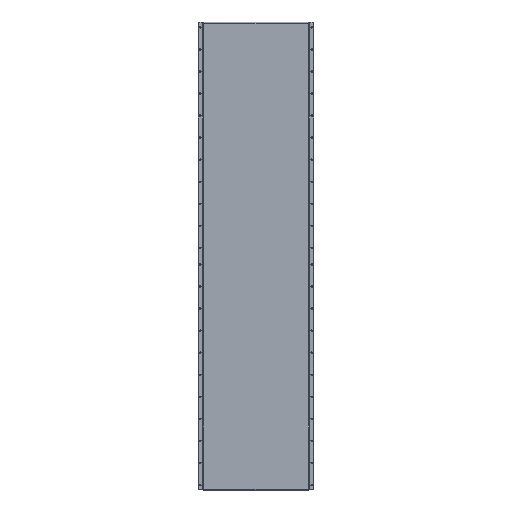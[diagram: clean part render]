
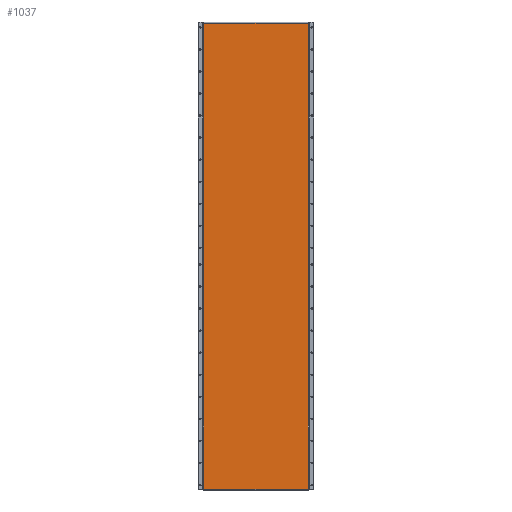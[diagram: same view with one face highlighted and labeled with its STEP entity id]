
A CAD part, front view. The second image highlights one B-rep face of the part: STEP entity #1037.
In plain terms, the highlighted planar face has unit normal (0, -1, 0).
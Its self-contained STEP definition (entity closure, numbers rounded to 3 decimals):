
#83 = ORIENTED_EDGE ( 'NONE', *, *, #4152, .T. ) ;
#116 = CARTESIAN_POINT ( 'NONE',  ( 4., 0., 2112. ) ) ;
#133 = LINE ( 'NONE', #5412, #2677 ) ;
#484 = VECTOR ( 'NONE', #1607, 1000. ) ;
#854 = EDGE_CURVE ( 'NONE', #4987, #1411, #4234, .T. ) ;
#944 = PLANE ( 'NONE',  #4239 ) ;
#1037 = ADVANCED_FACE ( 'NONE', ( #5192 ), #944, .T. ) ;
#1039 = CARTESIAN_POINT ( 'NONE',  ( 0., 0., 0. ) ) ;
#1102 = ORIENTED_EDGE ( 'NONE', *, *, #4814, .F. ) ;
#1411 = VERTEX_POINT ( 'NONE', #2375 ) ;
#1416 = DIRECTION ( 'NONE',  ( 0., -1., 0. ) ) ;
#1607 = DIRECTION ( 'NONE',  ( -1., 0., 0. ) ) ;
#1828 = DIRECTION ( 'NONE',  ( 0., 0., -1. ) ) ;
#1891 = CARTESIAN_POINT ( 'NONE',  ( 4., 0., 2112. ) ) ;
#2007 = LINE ( 'NONE', #1039, #484 ) ;
#2137 = VECTOR ( 'NONE', #3639, 1000. ) ;
#2375 = CARTESIAN_POINT ( 'NONE',  ( 477., 0., 0. ) ) ;
#2677 = VECTOR ( 'NONE', #3478, 1000. ) ;
#2713 = ORIENTED_EDGE ( 'NONE', *, *, #4261, .T. ) ;
#2838 = CARTESIAN_POINT ( 'NONE',  ( 0., 0., 2112. ) ) ;
#2952 = CARTESIAN_POINT ( 'NONE',  ( 4., 0., 0. ) ) ;
#2966 = VECTOR ( 'NONE', #5174, 1000. ) ;
#3260 = ORIENTED_EDGE ( 'NONE', *, *, #854, .F. ) ;
#3478 = DIRECTION ( 'NONE',  ( -1., 0., 0. ) ) ;
#3639 = DIRECTION ( 'NONE',  ( 0., 0., -1. ) ) ;
#4152 = EDGE_CURVE ( 'NONE', #4987, #5189, #133, .T. ) ;
#4234 = LINE ( 'NONE', #5553, #2137 ) ;
#4239 = AXIS2_PLACEMENT_3D ( 'NONE', #2838, #1416, #1828 ) ;
#4249 = LINE ( 'NONE', #1891, #2966 ) ;
#4261 = EDGE_CURVE ( 'NONE', #5189, #5171, #4249, .T. ) ;
#4288 = EDGE_LOOP ( 'NONE', ( #1102, #3260, #83, #2713 ) ) ;
#4503 = CARTESIAN_POINT ( 'NONE',  ( 477., 0., 2112. ) ) ;
#4814 = EDGE_CURVE ( 'NONE', #1411, #5171, #2007, .T. ) ;
#4987 = VERTEX_POINT ( 'NONE', #4503 ) ;
#5171 = VERTEX_POINT ( 'NONE', #2952 ) ;
#5174 = DIRECTION ( 'NONE',  ( 0., 0., -1. ) ) ;
#5189 = VERTEX_POINT ( 'NONE', #116 ) ;
#5192 = FACE_OUTER_BOUND ( 'NONE', #4288, .T. ) ;
#5412 = CARTESIAN_POINT ( 'NONE',  ( 0., 0., 2112. ) ) ;
#5553 = CARTESIAN_POINT ( 'NONE',  ( 477., 0., 2112. ) ) ;
